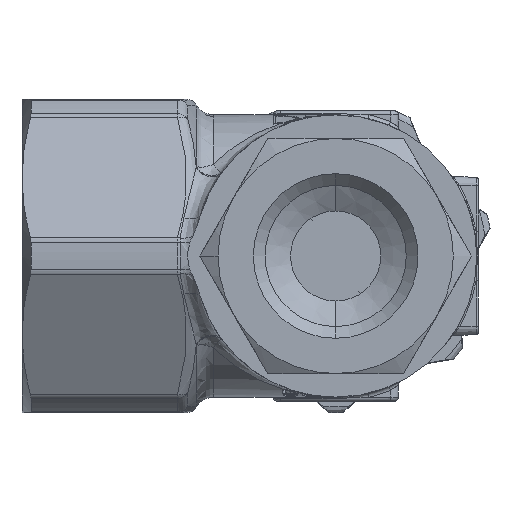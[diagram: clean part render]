
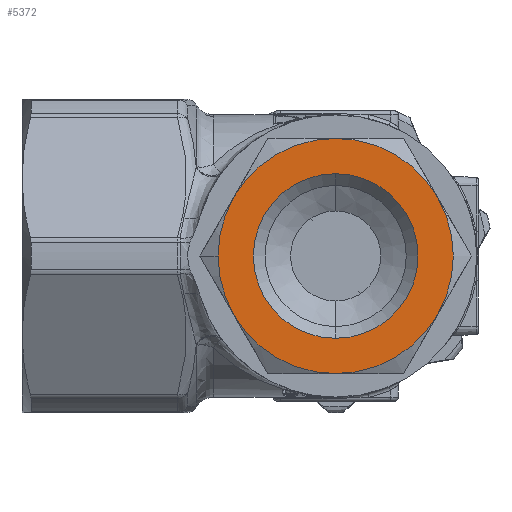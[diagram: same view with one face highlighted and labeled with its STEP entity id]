
A CAD part, front view. The second image highlights one B-rep face of the part: STEP entity #5372.
In plain terms, the highlighted planar face has unit normal (0, -1, 0).
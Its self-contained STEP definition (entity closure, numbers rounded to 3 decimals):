
#386 = EDGE_CURVE ( 'NONE', #9911, #9951, #9279, .T. ) ;
#391 = EDGE_CURVE ( 'NONE', #9958, #16957, #9145, .T. ) ;
#392 = EDGE_CURVE ( 'NONE', #9959, #9955, #9310, .T. ) ;
#393 = EDGE_CURVE ( 'NONE', #9951, #9954, #9297, .T. ) ;
#399 = EDGE_CURVE ( 'NONE', #9955, #9914, #9302, .T. ) ;
#400 = EDGE_CURVE ( 'NONE', #9954, #16959, #9536, .T. ) ;
#401 = EDGE_CURVE ( 'NONE', #9914, #9911, #9560, .T. ) ;
#1054 = CARTESIAN_POINT ( 'NONE',  ( 0., -8., 0. ) ) ;
#1055 = DIRECTION ( 'NONE',  ( 0., 1., 0. ) ) ;
#1056 = DIRECTION ( 'NONE',  ( 0., 0., -1. ) ) ;
#1084 = CARTESIAN_POINT ( 'NONE',  ( 0., -8., 0. ) ) ;
#1085 = DIRECTION ( 'NONE',  ( 0., 1., 0. ) ) ;
#1087 = DIRECTION ( 'NONE',  ( 0., 0., -1. ) ) ;
#1089 = CARTESIAN_POINT ( 'NONE',  ( 0., -8., 0. ) ) ;
#1090 = DIRECTION ( 'NONE',  ( 0., 1., 0. ) ) ;
#1091 = DIRECTION ( 'NONE',  ( 0., 0., -1. ) ) ;
#1092 = CARTESIAN_POINT ( 'NONE',  ( 0., -8., 0. ) ) ;
#1093 = DIRECTION ( 'NONE',  ( 0., 1., 0. ) ) ;
#1094 = DIRECTION ( 'NONE',  ( 0., 0., -1. ) ) ;
#1112 = CARTESIAN_POINT ( 'NONE',  ( 0., -8., 0. ) ) ;
#1113 = DIRECTION ( 'NONE',  ( 0., 1., 0. ) ) ;
#1114 = DIRECTION ( 'NONE',  ( -1., 0., 0. ) ) ;
#1115 = CARTESIAN_POINT ( 'NONE',  ( 0., -8., 0. ) ) ;
#1116 = DIRECTION ( 'NONE',  ( 0., 1., 0. ) ) ;
#1117 = DIRECTION ( 'NONE',  ( 0., 0., -1. ) ) ;
#1118 = CARTESIAN_POINT ( 'NONE',  ( 0., -8., 0. ) ) ;
#1119 = DIRECTION ( 'NONE',  ( 0., 1., 0. ) ) ;
#1120 = DIRECTION ( 'NONE',  ( 0., 0., -1. ) ) ;
#1228 = CARTESIAN_POINT ( 'NONE',  ( 0., -8., 0. ) ) ;
#1230 = DIRECTION ( 'NONE',  ( 0., 1., 0. ) ) ;
#1232 = DIRECTION ( 'NONE',  ( 0., 0., -1. ) ) ;
#1237 = CARTESIAN_POINT ( 'NONE',  ( 0., -8., 0. ) ) ;
#1238 = DIRECTION ( 'NONE',  ( 0., 1., 0. ) ) ;
#1240 = DIRECTION ( 'NONE',  ( 0., 0., -1. ) ) ;
#4843 = CARTESIAN_POINT ( 'NONE',  ( 12.99, -8., 7.5 ) ) ;
#4846 = CARTESIAN_POINT ( 'NONE',  ( 0., -8., 15. ) ) ;
#4883 = CARTESIAN_POINT ( 'NONE',  ( 12.99, -8., -7.5 ) ) ;
#4886 = CARTESIAN_POINT ( 'NONE',  ( 0., -8., -15. ) ) ;
#4887 = CARTESIAN_POINT ( 'NONE',  ( -12.99, -8., 7.5 ) ) ;
#4890 = CARTESIAN_POINT ( 'NONE',  ( 0., -8., 10.5 ) ) ;
#4891 = CARTESIAN_POINT ( 'NONE',  ( -15., -8., 0. ) ) ;
#4923 = CARTESIAN_POINT ( 'NONE',  ( 0., -8., -10.5 ) ) ;
#4924 = CARTESIAN_POINT ( 'NONE',  ( -12.99, -8., -7.5 ) ) ;
#5372 = ADVANCED_FACE ( 'NONE', ( #8412, #8414 ), #8415, .T. ) ;
#6899 = EDGE_CURVE ( 'NONE', #16957, #9958, #28661, .T. ) ;
#6900 = EDGE_CURVE ( 'NONE', #16959, #9959, #28663, .T. ) ;
#8412 = FACE_BOUND ( 'NONE', #11324, .T. ) ;
#8414 = FACE_OUTER_BOUND ( 'NONE', #11317, .T. ) ;
#8415 = PLANE ( 'NONE',  #15441 ) ;
#8424 = CARTESIAN_POINT ( 'NONE',  ( -25.981, -8., 15. ) ) ;
#8425 = DIRECTION ( 'NONE',  ( 0., -1., 0. ) ) ;
#8426 = DIRECTION ( 'NONE',  ( 0., 0., -1. ) ) ;
#8798 = AXIS2_PLACEMENT_3D ( 'NONE', #1084, #1085, #1087 ) ;
#9145 = CIRCLE ( 'NONE', #8798, 10.5 ) ;
#9243 = AXIS2_PLACEMENT_3D ( 'NONE', #1092, #1093, #1094 ) ;
#9276 = AXIS2_PLACEMENT_3D ( 'NONE', #1054, #1055, #1056 ) ;
#9279 = CIRCLE ( 'NONE', #9276, 15. ) ;
#9297 = CIRCLE ( 'NONE', #9243, 15. ) ;
#9302 = CIRCLE ( 'NONE', #9543, 15. ) ;
#9310 = CIRCLE ( 'NONE', #9342, 15. ) ;
#9342 = AXIS2_PLACEMENT_3D ( 'NONE', #1089, #1090, #1091 ) ;
#9536 = CIRCLE ( 'NONE', #9547, 15. ) ;
#9543 = AXIS2_PLACEMENT_3D ( 'NONE', #1112, #1113, #1114 ) ;
#9547 = AXIS2_PLACEMENT_3D ( 'NONE', #1115, #1116, #1117 ) ;
#9554 = AXIS2_PLACEMENT_3D ( 'NONE', #1118, #1119, #1120 ) ;
#9560 = CIRCLE ( 'NONE', #9554, 15. ) ;
#9911 = VERTEX_POINT ( 'NONE', #4843 ) ;
#9914 = VERTEX_POINT ( 'NONE', #4846 ) ;
#9951 = VERTEX_POINT ( 'NONE', #4883 ) ;
#9954 = VERTEX_POINT ( 'NONE', #4886 ) ;
#9955 = VERTEX_POINT ( 'NONE', #4887 ) ;
#9958 = VERTEX_POINT ( 'NONE', #4890 ) ;
#9959 = VERTEX_POINT ( 'NONE', #4891 ) ;
#11317 = EDGE_LOOP ( 'NONE', ( #14034, #14037, #14036, #14043, #14042, #14046, #14044 ) ) ;
#11324 = EDGE_LOOP ( 'NONE', ( #14032, #14035 ) ) ;
#14032 = ORIENTED_EDGE ( 'NONE', *, *, #6899, .T. ) ;
#14034 = ORIENTED_EDGE ( 'NONE', *, *, #400, .F. ) ;
#14035 = ORIENTED_EDGE ( 'NONE', *, *, #391, .T. ) ;
#14036 = ORIENTED_EDGE ( 'NONE', *, *, #386, .F. ) ;
#14037 = ORIENTED_EDGE ( 'NONE', *, *, #393, .F. ) ;
#14042 = ORIENTED_EDGE ( 'NONE', *, *, #399, .F. ) ;
#14043 = ORIENTED_EDGE ( 'NONE', *, *, #401, .F. ) ;
#14044 = ORIENTED_EDGE ( 'NONE', *, *, #6900, .F. ) ;
#14046 = ORIENTED_EDGE ( 'NONE', *, *, #392, .F. ) ;
#15441 = AXIS2_PLACEMENT_3D ( 'NONE', #8424, #8425, #8426 ) ;
#16957 = VERTEX_POINT ( 'NONE', #4923 ) ;
#16959 = VERTEX_POINT ( 'NONE', #4924 ) ;
#28661 = CIRCLE ( 'NONE', #28664, 10.5 ) ;
#28663 = CIRCLE ( 'NONE', #28666, 15. ) ;
#28664 = AXIS2_PLACEMENT_3D ( 'NONE', #1228, #1230, #1232 ) ;
#28666 = AXIS2_PLACEMENT_3D ( 'NONE', #1237, #1238, #1240 ) ;
